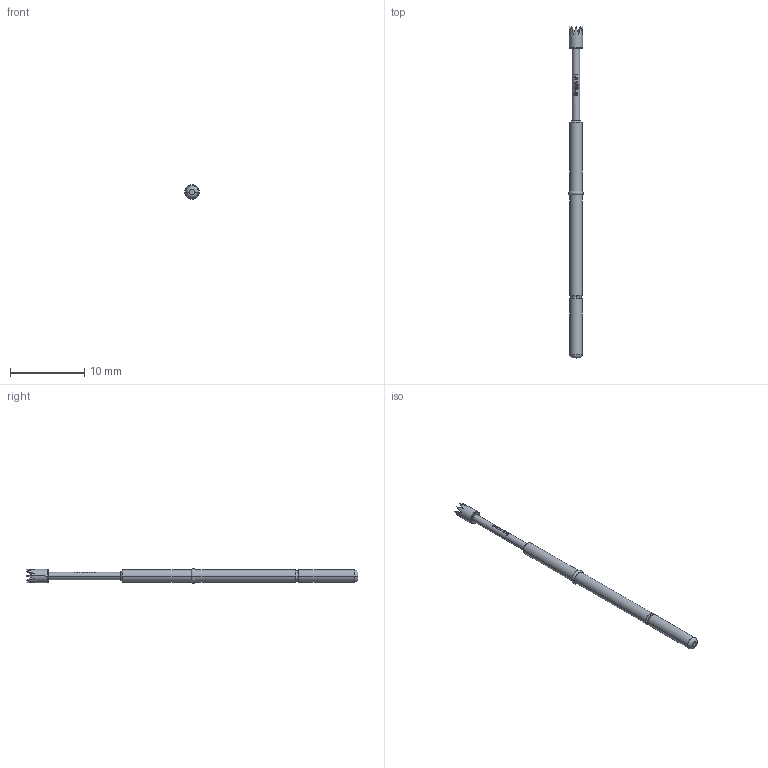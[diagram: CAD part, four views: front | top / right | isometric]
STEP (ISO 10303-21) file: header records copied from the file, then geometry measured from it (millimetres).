
FILE_DESCRIPTION (( 'STEP AP203' ), '1' );
FILE_NAME ('INGUN_GKS-412_288_180_A_xx10.STEP', '2022-01-31T12:35:20', ( 'ochi' ), ( '' ), 'SwSTEP 2.0', 'SolidWorks 2018', '' );
FILE_SCHEMA (( 'CONFIG_CONTROL_DESIGN' ));
Length unit declared in the file: millimetre
Products named in the file (1): INGUN_GKS-412_288_180_A_xx10
Bounding box: 2 x 44.8 x 2 mm (x, y, z)
Volume: 81.9 mm3; surface area: 224 mm2
Topology: 1 solids, 1 shells, 109 faces, 270 edges, 171 vertices
Faces by surface type: plane 59, bspline 22, cylinder 16, torus 10, cone 2
Entity records: 3547 total; most frequent: CARTESIAN_POINT 1099, ORIENTED_EDGE 540, DIRECTION 424, EDGE_CURVE 270, VERTEX_POINT 171, AXIS2_PLACEMENT_3D 168, EDGE_LOOP 117, FACE_OUTER_BOUND 109
